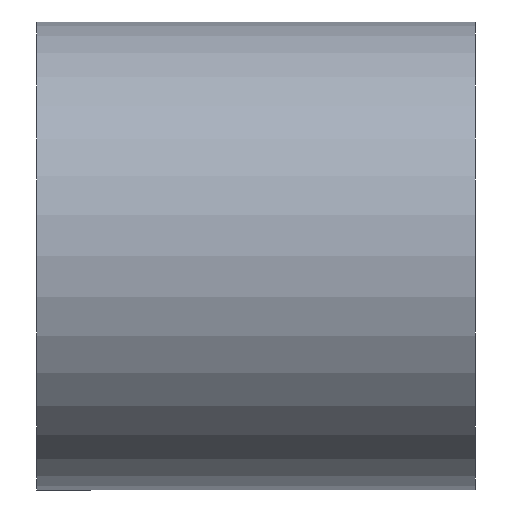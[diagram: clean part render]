
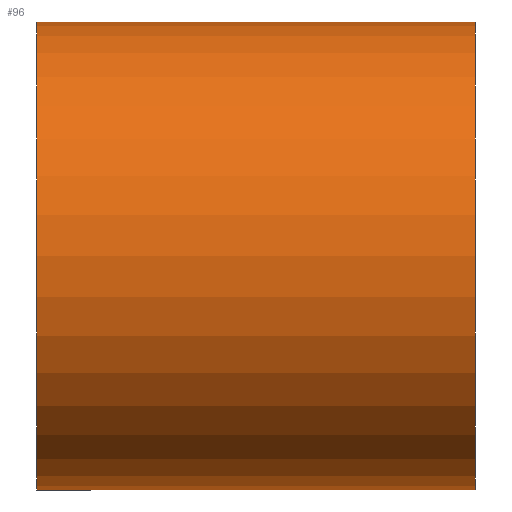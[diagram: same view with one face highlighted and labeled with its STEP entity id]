
A CAD part, front view. The second image highlights one B-rep face of the part: STEP entity #96.
In plain terms, the highlighted cylindrical face has radius 1.554 mm (diameter 3.109 mm), a partial arc.
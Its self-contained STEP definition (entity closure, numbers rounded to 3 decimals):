
#8 = DIRECTION ( 'NONE',  ( -1., 0., 0. ) ) ;
#11 = CARTESIAN_POINT ( 'NONE',  ( -1.455, -0.054, -1.554 ) ) ;
#14 = AXIS2_PLACEMENT_3D ( 'NONE', #203, #115, #77 ) ;
#22 = VERTEX_POINT ( 'NONE', #143 ) ;
#25 = FACE_OUTER_BOUND ( 'NONE', #213, .T. ) ;
#26 = CARTESIAN_POINT ( 'NONE',  ( 1.455, -0.054, -1.554 ) ) ;
#28 = CARTESIAN_POINT ( 'NONE',  ( -1.286, -0.054, 0. ) ) ;
#30 = CARTESIAN_POINT ( 'NONE',  ( 1.455, -0.054, 0. ) ) ;
#32 = EDGE_CURVE ( 'NONE', #171, #22, #215, .T. ) ;
#34 = ORIENTED_EDGE ( 'NONE', *, *, #32, .T. ) ;
#41 = VERTEX_POINT ( 'NONE', #62 ) ;
#44 = LINE ( 'NONE', #165, #140 ) ;
#57 = ORIENTED_EDGE ( 'NONE', *, *, #120, .T. ) ;
#59 = AXIS2_PLACEMENT_3D ( 'NONE', #30, #161, #129 ) ;
#62 = CARTESIAN_POINT ( 'NONE',  ( -1.455, -0.054, 1.554 ) ) ;
#77 = DIRECTION ( 'NONE',  ( 0., 0., 1. ) ) ;
#80 = DIRECTION ( 'NONE',  ( -1., 0., 0. ) ) ;
#81 = AXIS2_PLACEMENT_3D ( 'NONE', #28, #80, #163 ) ;
#89 = VERTEX_POINT ( 'NONE', #11 ) ;
#93 = EDGE_CURVE ( 'NONE', #171, #89, #180, .T. ) ;
#96 = ADVANCED_FACE ( 'NONE', ( #25 ), #98, .T. ) ;
#98 = CYLINDRICAL_SURFACE ( 'NONE', #81, 1.554 ) ;
#100 = CARTESIAN_POINT ( 'NONE',  ( -1.286, -0.054, -1.554 ) ) ;
#115 = DIRECTION ( 'NONE',  ( -1., 0., 0. ) ) ;
#120 = EDGE_CURVE ( 'NONE', #22, #41, #44, .T. ) ;
#129 = DIRECTION ( 'NONE',  ( 0., 0., 1. ) ) ;
#140 = VECTOR ( 'NONE', #166, 1000. ) ;
#143 = CARTESIAN_POINT ( 'NONE',  ( 1.455, -0.054, 1.554 ) ) ;
#155 = ORIENTED_EDGE ( 'NONE', *, *, #206, .F. ) ;
#156 = VECTOR ( 'NONE', #8, 1000. ) ;
#161 = DIRECTION ( 'NONE',  ( -1., 0., 0. ) ) ;
#163 = DIRECTION ( 'NONE',  ( 0., 0., 1. ) ) ;
#165 = CARTESIAN_POINT ( 'NONE',  ( -1.286, -0.054, 1.554 ) ) ;
#166 = DIRECTION ( 'NONE',  ( -1., 0., 0. ) ) ;
#167 = CIRCLE ( 'NONE', #14, 1.554 ) ;
#171 = VERTEX_POINT ( 'NONE', #26 ) ;
#177 = ORIENTED_EDGE ( 'NONE', *, *, #93, .F. ) ;
#180 = LINE ( 'NONE', #100, #156 ) ;
#203 = CARTESIAN_POINT ( 'NONE',  ( -1.455, -0.054, 0. ) ) ;
#206 = EDGE_CURVE ( 'NONE', #89, #41, #167, .T. ) ;
#213 = EDGE_LOOP ( 'NONE', ( #177, #34, #57, #155 ) ) ;
#215 = CIRCLE ( 'NONE', #59, 1.554 ) ;
